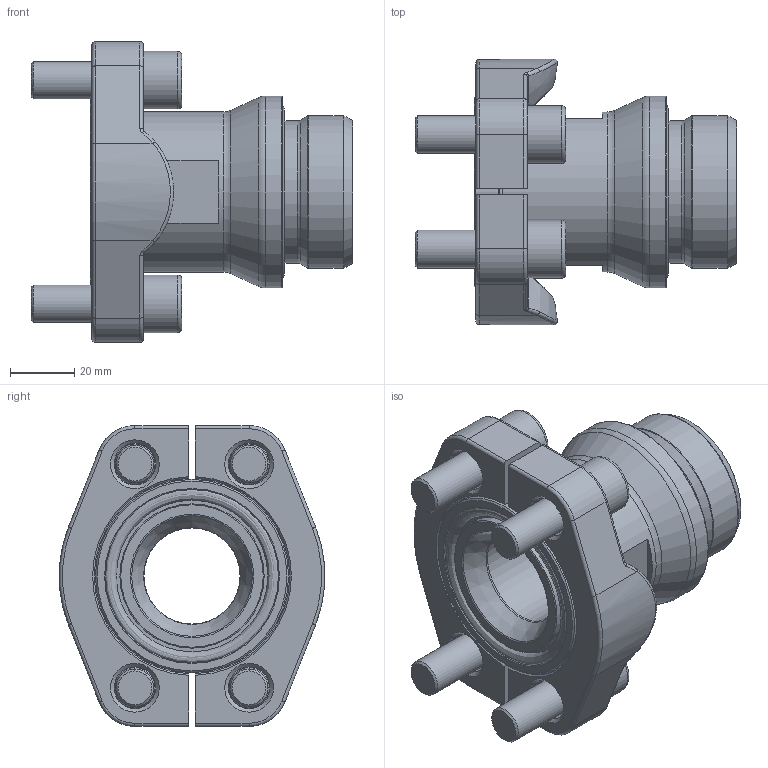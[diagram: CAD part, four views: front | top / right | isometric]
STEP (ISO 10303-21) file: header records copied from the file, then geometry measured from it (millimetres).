
FILE_DESCRIPTION(/* description */ (''),/* implementation_level */ '2;1');
FILE_NAME(/* name */ 'SGA38-3-38.stp',/* time_stamp */ '2025-01-29T11:07:01+01:00',/* author */ (''),/* organization */ (''),/* preprocessor_version */ 'ST-DEVELOPER v16',/* originating_system */ 'SIEMENS PLM Software NX 10.0',/* authorisation */ '');
FILE_SCHEMA (('CONFIG_CONTROL_DESIGN'));
Length unit declared in the file: millimetre
Products named in the file (7): X-AFH38-3_einzel; X-O49; X-O47; X-M12x35I; X-SGA33838; X-AFH38-3; SGA038-338
Assembly tree (10 placements, depth 3):
  SGA038-338
    X-SGA33838
    X-AFH38-3
      X-AFH38-3_einzel  x2
    X-M12x35I  x4
    X-O47
    X-O49
Bounding box: 100.5 x 83 x 94 mm (x, y, z)
Volume: 198608.6 mm3; surface area: 64159.7 mm2
Topology: 11 solids, 11 shells, 266 faces, 566 edges, 326 vertices
Faces by surface type: plane 92, cone 59, torus 49, cylinder 48, bspline 12, revolution 4, sphere 2
Full cylindrical faces by diameter (mm): 11.701 x4, 13 x4, 18 x4, 30 x1, 44.4 x1, 45.1 x1, 47.71 x1, 47.8 x1, 50 x1, 54 x1, 55 x1, 59.955 x1, 60.35 x1
Entity records: 4238 total; most frequent: CARTESIAN_POINT 831, DIRECTION 582, ORIENTED_EDGE 422, AXIS2_PLACEMENT_3D 259, EDGE_CURVE 211, EDGE_LOOP 186, VERTEX_POINT 152, ADVANCED_FACE 129
